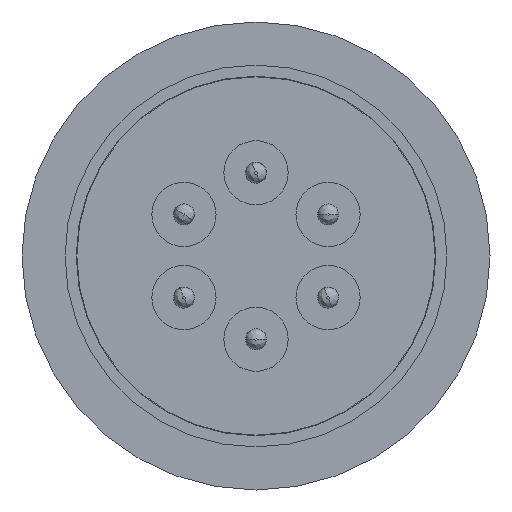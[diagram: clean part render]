
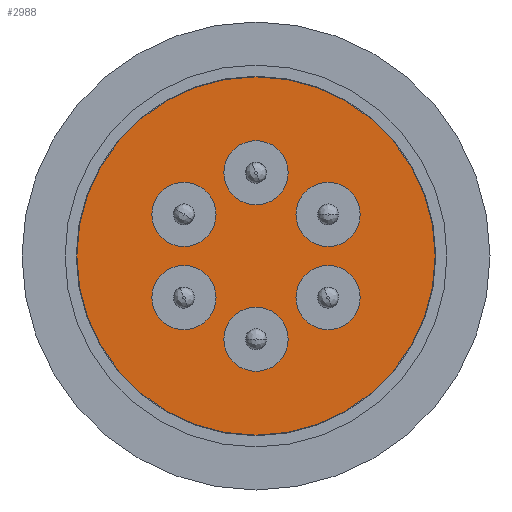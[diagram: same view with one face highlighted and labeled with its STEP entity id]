
A CAD part, front view. The second image highlights one B-rep face of the part: STEP entity #2988.
In plain terms, the highlighted planar face has unit normal (0, -1, 0).
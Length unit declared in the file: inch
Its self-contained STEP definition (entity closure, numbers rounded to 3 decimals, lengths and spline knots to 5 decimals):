
#6 = CARTESIAN_POINT ( 'NONE',  ( -0.21743, 0.05531, -0.19691 ) ) ;
#59 = CARTESIAN_POINT ( 'NONE',  ( 0.16763, 0.05531, -0.19691 ) ) ;
#81 = DIRECTION ( 'NONE',  ( 0., 0., -1. ) ) ;
#82 = DIRECTION ( 'NONE',  ( 0., -1., 0. ) ) ;
#83 = CARTESIAN_POINT ( 'NONE',  ( 0.16763, 0.05531, -0.11116 ) ) ;
#220 = CIRCLE ( 'NONE', #6586, 0.4785 ) ;
#223 = CIRCLE ( 'NONE', #6588, 0.08575 ) ;
#229 = CIRCLE ( 'NONE', #6589, 0.08575 ) ;
#232 = CIRCLE ( 'NONE', #6590, 0.08575 ) ;
#253 = CIRCLE ( 'NONE', #6599, 0.08575 ) ;
#374 = FACE_BOUND ( 'NONE', #1728, .T. ) ;
#376 = FACE_BOUND ( 'NONE', #1670, .T. ) ;
#377 = FACE_BOUND ( 'NONE', #1722, .T. ) ;
#378 = FACE_OUTER_BOUND ( 'NONE', #1624, .T. ) ;
#379 = FACE_BOUND ( 'NONE', #1644, .T. ) ;
#380 = FACE_BOUND ( 'NONE', #1749, .T. ) ;
#381 = FACE_BOUND ( 'NONE', #1607, .T. ) ;
#744 = EDGE_CURVE ( 'NONE', #3820, #3303, #5785, .T. ) ;
#758 = EDGE_CURVE ( 'NONE', #1265, #5165, #5800, .T. ) ;
#785 = ORIENTED_EDGE ( 'NONE', *, *, #5467, .F. ) ;
#791 = ORIENTED_EDGE ( 'NONE', *, *, #3365, .F. ) ;
#797 = ORIENTED_EDGE ( 'NONE', *, *, #758, .F. ) ;
#800 = ORIENTED_EDGE ( 'NONE', *, *, #3362, .F. ) ;
#940 = ORIENTED_EDGE ( 'NONE', *, *, #3370, .F. ) ;
#945 = ORIENTED_EDGE ( 'NONE', *, *, #5483, .F. ) ;
#946 = ORIENTED_EDGE ( 'NONE', *, *, #5449, .F. ) ;
#960 = ORIENTED_EDGE ( 'NONE', *, *, #5451, .F. ) ;
#961 = ORIENTED_EDGE ( 'NONE', *, *, #3386, .F. ) ;
#1022 = ORIENTED_EDGE ( 'NONE', *, *, #5445, .F. ) ;
#1133 = ORIENTED_EDGE ( 'NONE', *, *, #3368, .F. ) ;
#1254 = ORIENTED_EDGE ( 'NONE', *, *, #744, .F. ) ;
#1258 = ORIENTED_EDGE ( 'NONE', *, *, #5456, .F. ) ;
#1260 = ORIENTED_EDGE ( 'NONE', *, *, #5480, .F. ) ;
#1264 = VERTEX_POINT ( 'NONE', #6 ) ;
#1265 = VERTEX_POINT ( 'NONE', #59 ) ;
#1470 = CIRCLE ( 'NONE', #2564, 0.08575 ) ;
#1482 = CIRCLE ( 'NONE', #2570, 0.08575 ) ;
#1485 = CIRCLE ( 'NONE', #2568, 0.08575 ) ;
#1488 = CIRCLE ( 'NONE', #2573, 0.08575 ) ;
#1499 = CIRCLE ( 'NONE', #2584, 0.4785 ) ;
#1511 = CIRCLE ( 'NONE', #2596, 0.08575 ) ;
#1514 = CIRCLE ( 'NONE', #2599, 0.08575 ) ;
#1607 = EDGE_LOOP ( 'NONE', ( #1254, #1258 ) ) ;
#1624 = EDGE_LOOP ( 'NONE', ( #785, #800 ) ) ;
#1644 = EDGE_LOOP ( 'NONE', ( #1133, #1260 ) ) ;
#1670 = EDGE_LOOP ( 'NONE', ( #791, #945 ) ) ;
#1722 = EDGE_LOOP ( 'NONE', ( #940, #946 ) ) ;
#1728 = EDGE_LOOP ( 'NONE', ( #961, #960 ) ) ;
#1749 = EDGE_LOOP ( 'NONE', ( #797, #1022 ) ) ;
#2134 = CARTESIAN_POINT ( 'NONE',  ( 0.16763, 0.05531, -0.02541 ) ) ;
#2166 = CARTESIAN_POINT ( 'NONE',  ( -0.0249, 0.05531, -0.13656 ) ) ;
#2167 = CARTESIAN_POINT ( 'NONE',  ( -0.21743, 0.05531, 0.19691 ) ) ;
#2173 = CARTESIAN_POINT ( 'NONE',  ( 0.16763, 0.05531, 0.02541 ) ) ;
#2184 = CARTESIAN_POINT ( 'NONE',  ( -0.0249, 0.05531, 0.4785 ) ) ;
#2191 = CARTESIAN_POINT ( 'NONE',  ( -0.21743, 0.05531, 0.02541 ) ) ;
#2200 = CARTESIAN_POINT ( 'NONE',  ( -0.0249, 0.05531, -0.4785 ) ) ;
#2210 = CARTESIAN_POINT ( 'NONE',  ( 0.16763, 0.05531, 0.19691 ) ) ;
#2211 = CARTESIAN_POINT ( 'NONE',  ( -0.21743, 0.05531, -0.02541 ) ) ;
#2368 = CARTESIAN_POINT ( 'NONE',  ( 0.16763, 0.05531, -0.11116 ) ) ;
#2369 = DIRECTION ( 'NONE',  ( 0., -1., 0. ) ) ;
#2370 = DIRECTION ( 'NONE',  ( 0., 0., -1. ) ) ;
#2380 = CARTESIAN_POINT ( 'NONE',  ( -0.21743, 0.05531, -0.11116 ) ) ;
#2381 = DIRECTION ( 'NONE',  ( 0., -1., 0. ) ) ;
#2382 = DIRECTION ( 'NONE',  ( 0., 0., -1. ) ) ;
#2388 = CARTESIAN_POINT ( 'NONE',  ( -0.0249, 0.05531, -0.22231 ) ) ;
#2389 = DIRECTION ( 'NONE',  ( 0., -1., 0. ) ) ;
#2390 = DIRECTION ( 'NONE',  ( 0., 0., -1. ) ) ;
#2403 = CARTESIAN_POINT ( 'NONE',  ( -0.0249, 0.05531, 0.22231 ) ) ;
#2404 = DIRECTION ( 'NONE',  ( 0., -1., 0. ) ) ;
#2405 = DIRECTION ( 'NONE',  ( 0., 0., -1. ) ) ;
#2436 = CARTESIAN_POINT ( 'NONE',  ( -0.0249, 0.05531, 0. ) ) ;
#2437 = DIRECTION ( 'NONE',  ( 0., 1., 0. ) ) ;
#2438 = DIRECTION ( 'NONE',  ( 0., 0., -1. ) ) ;
#2476 = CARTESIAN_POINT ( 'NONE',  ( -0.21743, 0.05531, 0.11116 ) ) ;
#2477 = DIRECTION ( 'NONE',  ( 0., -1., 0. ) ) ;
#2478 = DIRECTION ( 'NONE',  ( 0., 0., -1. ) ) ;
#2485 = CARTESIAN_POINT ( 'NONE',  ( 0.16763, 0.05531, 0.11116 ) ) ;
#2486 = DIRECTION ( 'NONE',  ( 0., -1., 0. ) ) ;
#2487 = DIRECTION ( 'NONE',  ( 0., 0., -1. ) ) ;
#2564 = AXIS2_PLACEMENT_3D ( 'NONE', #2368, #2369, #2370 ) ;
#2568 = AXIS2_PLACEMENT_3D ( 'NONE', #2380, #2381, #2382 ) ;
#2570 = AXIS2_PLACEMENT_3D ( 'NONE', #2388, #2389, #2390 ) ;
#2573 = AXIS2_PLACEMENT_3D ( 'NONE', #2403, #2404, #2405 ) ;
#2584 = AXIS2_PLACEMENT_3D ( 'NONE', #2436, #2437, #2438 ) ;
#2596 = AXIS2_PLACEMENT_3D ( 'NONE', #2476, #2477, #2478 ) ;
#2599 = AXIS2_PLACEMENT_3D ( 'NONE', #2485, #2486, #2487 ) ;
#2988 = ADVANCED_FACE ( 'NONE', ( #379, #376, #374, #378, #377, #380, #381 ), #3975, .F. ) ;
#3303 = VERTEX_POINT ( 'NONE', #4181 ) ;
#3362 = EDGE_CURVE ( 'NONE', #5215, #5231, #220, .T. ) ;
#3365 = EDGE_CURVE ( 'NONE', #5204, #5241, #223, .T. ) ;
#3368 = EDGE_CURVE ( 'NONE', #5222, #5198, #229, .T. ) ;
#3370 = EDGE_CURVE ( 'NONE', #1264, #5242, #232, .T. ) ;
#3386 = EDGE_CURVE ( 'NONE', #3819, #5197, #253, .T. ) ;
#3716 = CARTESIAN_POINT ( 'NONE',  ( -0.0249, 0.05531, -0.30806 ) ) ;
#3717 = CARTESIAN_POINT ( 'NONE',  ( -0.0249, 0.05531, 0.13656 ) ) ;
#3819 = VERTEX_POINT ( 'NONE', #3716 ) ;
#3820 = VERTEX_POINT ( 'NONE', #3717 ) ;
#3954 = DIRECTION ( 'NONE',  ( 0., 1., 0. ) ) ;
#3975 = PLANE ( 'NONE',  #6224 ) ;
#3977 = CARTESIAN_POINT ( 'NONE',  ( -0.0249, 0.05531, 0. ) ) ;
#3978 = DIRECTION ( 'NONE',  ( 0., 0., 1. ) ) ;
#4181 = CARTESIAN_POINT ( 'NONE',  ( -0.0249, 0.05531, 0.30806 ) ) ;
#5165 = VERTEX_POINT ( 'NONE', #2134 ) ;
#5197 = VERTEX_POINT ( 'NONE', #2166 ) ;
#5198 = VERTEX_POINT ( 'NONE', #2167 ) ;
#5204 = VERTEX_POINT ( 'NONE', #2173 ) ;
#5215 = VERTEX_POINT ( 'NONE', #2184 ) ;
#5222 = VERTEX_POINT ( 'NONE', #2191 ) ;
#5231 = VERTEX_POINT ( 'NONE', #2200 ) ;
#5241 = VERTEX_POINT ( 'NONE', #2210 ) ;
#5242 = VERTEX_POINT ( 'NONE', #2211 ) ;
#5445 = EDGE_CURVE ( 'NONE', #5165, #1265, #1470, .T. ) ;
#5449 = EDGE_CURVE ( 'NONE', #5242, #1264, #1485, .T. ) ;
#5451 = EDGE_CURVE ( 'NONE', #5197, #3819, #1482, .T. ) ;
#5456 = EDGE_CURVE ( 'NONE', #3303, #3820, #1488, .T. ) ;
#5467 = EDGE_CURVE ( 'NONE', #5231, #5215, #1499, .T. ) ;
#5480 = EDGE_CURVE ( 'NONE', #5198, #5222, #1511, .T. ) ;
#5483 = EDGE_CURVE ( 'NONE', #5241, #5204, #1514, .T. ) ;
#5536 = AXIS2_PLACEMENT_3D ( 'NONE', #6368, #6369, #6370 ) ;
#5543 = AXIS2_PLACEMENT_3D ( 'NONE', #83, #82, #81 ) ;
#5785 = CIRCLE ( 'NONE', #5536, 0.08575 ) ;
#5800 = CIRCLE ( 'NONE', #5543, 0.08575 ) ;
#6050 = CARTESIAN_POINT ( 'NONE',  ( -0.0249, 0.05531, 0. ) ) ;
#6051 = DIRECTION ( 'NONE',  ( 0., 1., 0. ) ) ;
#6052 = DIRECTION ( 'NONE',  ( 0., 0., -1. ) ) ;
#6060 = CARTESIAN_POINT ( 'NONE',  ( 0.16763, 0.05531, 0.11116 ) ) ;
#6061 = DIRECTION ( 'NONE',  ( 0., -1., 0. ) ) ;
#6062 = DIRECTION ( 'NONE',  ( 0., 0., -1. ) ) ;
#6067 = CARTESIAN_POINT ( 'NONE',  ( -0.21743, 0.05531, 0.11116 ) ) ;
#6068 = DIRECTION ( 'NONE',  ( 0., -1., 0. ) ) ;
#6069 = DIRECTION ( 'NONE',  ( 0., 0., -1. ) ) ;
#6072 = CARTESIAN_POINT ( 'NONE',  ( -0.21743, 0.05531, -0.11116 ) ) ;
#6073 = DIRECTION ( 'NONE',  ( 0., -1., 0. ) ) ;
#6074 = DIRECTION ( 'NONE',  ( 0., 0., -1. ) ) ;
#6111 = CARTESIAN_POINT ( 'NONE',  ( -0.0249, 0.05531, -0.22231 ) ) ;
#6112 = DIRECTION ( 'NONE',  ( 0., -1., 0. ) ) ;
#6113 = DIRECTION ( 'NONE',  ( 0., 0., -1. ) ) ;
#6224 = AXIS2_PLACEMENT_3D ( 'NONE', #3977, #3954, #3978 ) ;
#6368 = CARTESIAN_POINT ( 'NONE',  ( -0.0249, 0.05531, 0.22231 ) ) ;
#6369 = DIRECTION ( 'NONE',  ( 0., -1., 0. ) ) ;
#6370 = DIRECTION ( 'NONE',  ( 0., 0., -1. ) ) ;
#6586 = AXIS2_PLACEMENT_3D ( 'NONE', #6050, #6051, #6052 ) ;
#6588 = AXIS2_PLACEMENT_3D ( 'NONE', #6060, #6061, #6062 ) ;
#6589 = AXIS2_PLACEMENT_3D ( 'NONE', #6067, #6068, #6069 ) ;
#6590 = AXIS2_PLACEMENT_3D ( 'NONE', #6072, #6073, #6074 ) ;
#6599 = AXIS2_PLACEMENT_3D ( 'NONE', #6111, #6112, #6113 ) ;
